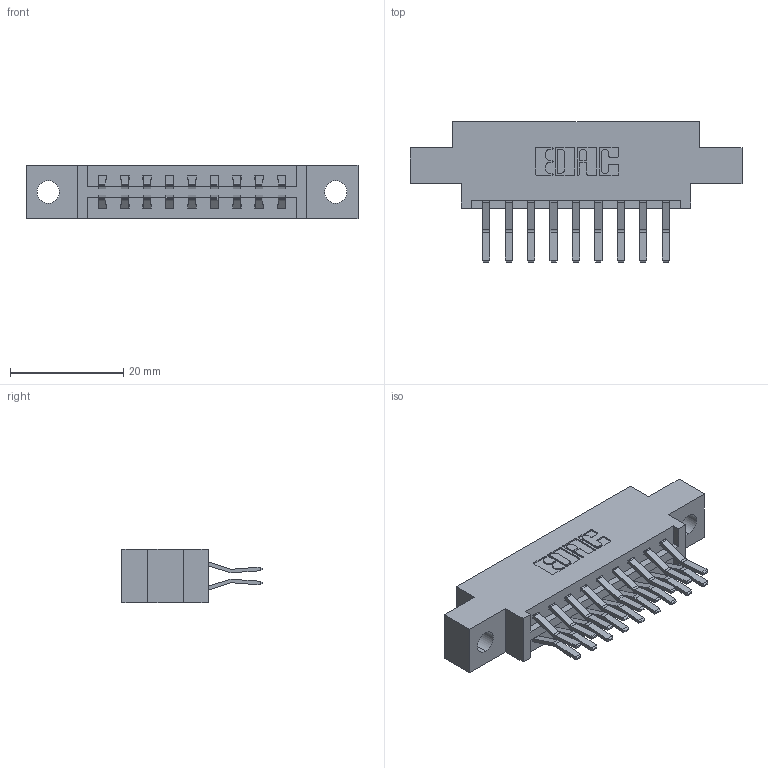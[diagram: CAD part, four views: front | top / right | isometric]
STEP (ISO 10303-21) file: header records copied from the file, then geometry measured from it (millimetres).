
FILE_DESCRIPTION (( 'STEP AP203' ), '1' );
FILE_NAME ('387-018-560-804.STEP', '2018-09-13T02:56:46', ( '' ), ( '' ), 'SwSTEP 2.0', 'SolidWorks 2016', '' );
FILE_SCHEMA (( 'CONFIG_CONTROL_DESIGN' ));
Length unit declared in the file: inch
Products named in the file (3): 345-292-001_560 Tail; 387-018-560-804; 337 Part_0.170 Offset - 0.156 Dia-TH
Assembly tree (19 placements, depth 2):
  387-018-560-804
    337 Part_0.170 Offset - 0.156 Dia-TH
    345-292-001_560 Tail  x18
Bounding box: 58.67 x 24.78 x 9.4 mm (x, y, z)
Volume: 5656.9 mm3; surface area: 6321.3 mm2
Topology: 19 solids, 19 shells, 1126 faces, 3329 edges, 2194 vertices
Faces by surface type: plane 758, cylinder 368
Entity records: 11469 total; most frequent: CARTESIAN_POINT 1962, ORIENTED_EDGE 1898, DIRECTION 1733, EDGE_CURVE 949, LINE 817, VECTOR 817, VERTEX_POINT 630, AXIS2_PLACEMENT_3D 458
